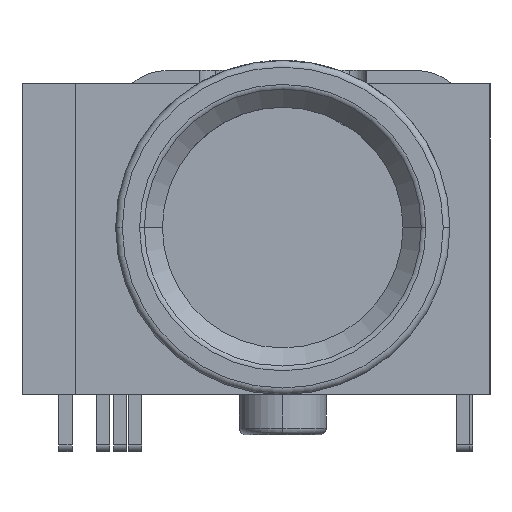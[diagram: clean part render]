
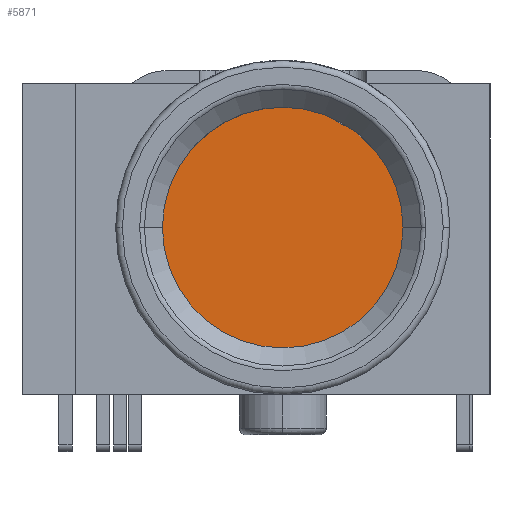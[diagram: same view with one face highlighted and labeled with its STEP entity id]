
A CAD part, left-side view. The second image highlights one B-rep face of the part: STEP entity #5871.
In plain terms, the highlighted planar face has unit normal (-1, 0, 0).
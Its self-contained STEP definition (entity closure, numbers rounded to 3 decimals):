
#900 = EDGE_CURVE ( 'NONE', #11332, #14798, #17042, .T. ) ;
#2630 = AXIS2_PLACEMENT_3D ( 'NONE', #20248, #4911, #6414 ) ;
#3525 = DIRECTION ( 'NONE',  ( -1., 0., 0. ) ) ;
#4784 = ORIENTED_EDGE ( 'NONE', *, *, #900, .T. ) ;
#4911 = DIRECTION ( 'NONE',  ( -1., 0., 0. ) ) ;
#5871 = ADVANCED_FACE ( 'NONE', ( #6520 ), #13206, .T. ) ;
#6414 = DIRECTION ( 'NONE',  ( 0., -1., 0. ) ) ;
#6520 = FACE_OUTER_BOUND ( 'NONE', #7461, .T. ) ;
#6682 = CIRCLE ( 'NONE', #14165, 1.8 ) ;
#7461 = EDGE_LOOP ( 'NONE', ( #4784, #9661 ) ) ;
#8491 = CARTESIAN_POINT ( 'NONE',  ( 5.7, -0.4, 2.5 ) ) ;
#9661 = ORIENTED_EDGE ( 'NONE', *, *, #20946, .T. ) ;
#9849 = DIRECTION ( 'NONE',  ( 0., -1., 0. ) ) ;
#11332 = VERTEX_POINT ( 'NONE', #17472 ) ;
#12292 = DIRECTION ( 'NONE',  ( 0., -1., 0. ) ) ;
#13119 = AXIS2_PLACEMENT_3D ( 'NONE', #22158, #18871, #9849 ) ;
#13206 = PLANE ( 'NONE',  #2630 ) ;
#14165 = AXIS2_PLACEMENT_3D ( 'NONE', #8491, #3525, #12292 ) ;
#14433 = CARTESIAN_POINT ( 'NONE',  ( 5.7, 1.4, 2.5 ) ) ;
#14798 = VERTEX_POINT ( 'NONE', #14433 ) ;
#17042 = CIRCLE ( 'NONE', #13119, 1.8 ) ;
#17472 = CARTESIAN_POINT ( 'NONE',  ( 5.7, -2.2, 2.5 ) ) ;
#18871 = DIRECTION ( 'NONE',  ( -1., 0., 0. ) ) ;
#20248 = CARTESIAN_POINT ( 'NONE',  ( 5.7, -0.4, 2.5 ) ) ;
#20946 = EDGE_CURVE ( 'NONE', #14798, #11332, #6682, .T. ) ;
#22158 = CARTESIAN_POINT ( 'NONE',  ( 5.7, -0.4, 2.5 ) ) ;
